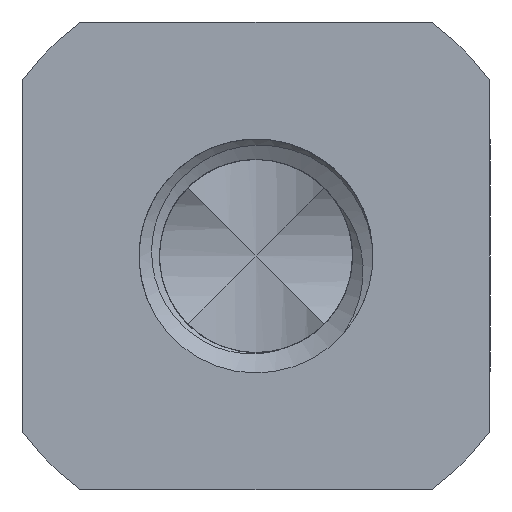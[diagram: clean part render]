
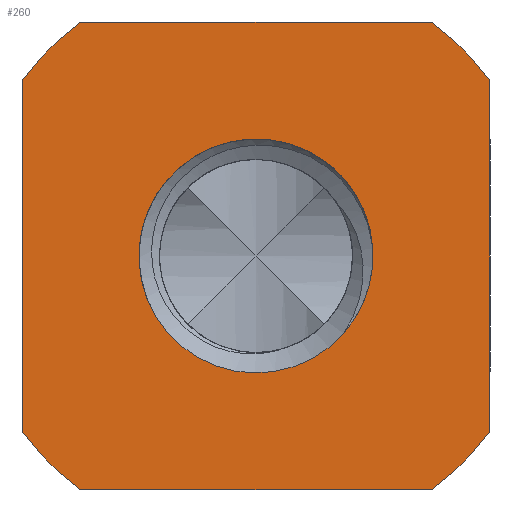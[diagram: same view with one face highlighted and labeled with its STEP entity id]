
A CAD part, front view. The second image highlights one B-rep face of the part: STEP entity #260.
In plain terms, the highlighted planar face has unit normal (0, -1, 0).
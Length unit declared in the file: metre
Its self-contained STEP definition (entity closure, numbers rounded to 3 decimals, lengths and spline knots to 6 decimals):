
#260 = ADVANCED_FACE( 'NONE', ( #641, #642 ), #643, .F. );
#641 = FACE_OUTER_BOUND( '', #1734, .T. );
#642 = FACE_BOUND( '', #1735, .T. );
#643 = PLANE( '', #1736 );
#1734 = EDGE_LOOP( '', ( #3525, #3526, #3527, #3528, #3529, #3530, #3531, #3532 ) );
#1735 = EDGE_LOOP( '', ( #3533, #3534 ) );
#1736 = AXIS2_PLACEMENT_3D( '', #3535, #3536, #3537 );
#3525 = ORIENTED_EDGE( '', *, *, #4907, .F. );
#3526 = ORIENTED_EDGE( '', *, *, #4908, .F. );
#3527 = ORIENTED_EDGE( '', *, *, #4524, .F. );
#3528 = ORIENTED_EDGE( '', *, *, #4888, .F. );
#3529 = ORIENTED_EDGE( '', *, *, #4759, .T. );
#3530 = ORIENTED_EDGE( '', *, *, #4885, .F. );
#3531 = ORIENTED_EDGE( '', *, *, #4909, .T. );
#3532 = ORIENTED_EDGE( '', *, *, #4513, .F. );
#3533 = ORIENTED_EDGE( '', *, *, #4910, .T. );
#3534 = ORIENTED_EDGE( '', *, *, #4786, .T. );
#3535 = CARTESIAN_POINT( '', ( 0., -0.004, 0. ) );
#3536 = DIRECTION( '', ( 0., 1., 0. ) );
#3537 = DIRECTION( '', ( 1., 0., 0. ) );
#4513 = EDGE_CURVE( 'NONE', #5220, #5221, #5222, .T. );
#4524 = EDGE_CURVE( 'NONE', #5240, #5241, #5242, .T. );
#4759 = EDGE_CURVE( 'NONE', #5666, #5667, #5668, .T. );
#4786 = EDGE_CURVE( 'NONE', #5713, #5711, #5714, .T. );
#4885 = EDGE_CURVE( 'NONE', #5879, #5667, #5880, .T. );
#4888 = EDGE_CURVE( 'NONE', #5666, #5240, #5883, .T. );
#4907 = EDGE_CURVE( 'NONE', #5910, #5220, #5911, .T. );
#4908 = EDGE_CURVE( 'NONE', #5241, #5910, #5912, .T. );
#4909 = EDGE_CURVE( 'NONE', #5879, #5221, #5913, .T. );
#4910 = EDGE_CURVE( 'NONE', #5711, #5713, #5914, .T. );
#5220 = VERTEX_POINT( 'NONE', #6372 );
#5221 = VERTEX_POINT( 'NONE', #6373 );
#5222 = CIRCLE( '', #6374, 0.005 );
#5240 = VERTEX_POINT( 'NONE', #6394 );
#5241 = VERTEX_POINT( 'NONE', #6395 );
#5242 = LINE( '', #6396, #6397 );
#5666 = VERTEX_POINT( 'NONE', #8307 );
#5667 = VERTEX_POINT( 'NONE', #8308 );
#5668 = LINE( '', #8309, #8310 );
#5711 = VERTEX_POINT( 'NONE', #8410 );
#5713 = VERTEX_POINT( 'NONE', #8425 );
#5714 = CIRCLE( '', #8426, 0.002 );
#5879 = VERTEX_POINT( 'NONE', #9186 );
#5880 = CIRCLE( '', #9187, 0.005 );
#5883 = CIRCLE( '', #9191, 0.005 );
#5910 = VERTEX_POINT( 'NONE', #9264 );
#5911 = LINE( '', #9265, #9266 );
#5912 = CIRCLE( '', #9267, 0.005 );
#5913 = LINE( '', #9268, #9269 );
#5914 = CIRCLE( '', #9270, 0.002 );
#6372 = CARTESIAN_POINT( '', ( 0.003, -0.004, 0.004 ) );
#6373 = CARTESIAN_POINT( '', ( 0.004, -0.004, 0.003 ) );
#6374 = AXIS2_PLACEMENT_3D( '', #11151, #11152, #11153 );
#6394 = CARTESIAN_POINT( '', ( -0.004, -0.004, -0.003 ) );
#6395 = CARTESIAN_POINT( '', ( -0.004, -0.004, 0.003 ) );
#6396 = CARTESIAN_POINT( '', ( -0.004, -0.004, 0. ) );
#6397 = VECTOR( '', #11174, 1. );
#8307 = CARTESIAN_POINT( '', ( -0.003, -0.004, -0.004 ) );
#8308 = CARTESIAN_POINT( '', ( 0.003, -0.004, -0.004 ) );
#8309 = CARTESIAN_POINT( '', ( 0., -0.004, -0.004 ) );
#8310 = VECTOR( '', #11385, 1. );
#8410 = CARTESIAN_POINT( '', ( 0.001995, -0.004, 0.000142 ) );
#8425 = CARTESIAN_POINT( '', ( 0.001497, -0.004, -0.001326 ) );
#8426 = AXIS2_PLACEMENT_3D( '', #11427, #11428, #11429 );
#9186 = CARTESIAN_POINT( '', ( 0.004, -0.004, -0.003 ) );
#9187 = AXIS2_PLACEMENT_3D( '', #11510, #11511, #11512 );
#9191 = AXIS2_PLACEMENT_3D( '', #11514, #11515, #11516 );
#9264 = CARTESIAN_POINT( '', ( -0.003, -0.004, 0.004 ) );
#9265 = CARTESIAN_POINT( '', ( 0., -0.004, 0.004 ) );
#9266 = VECTOR( '', #11532, 1. );
#9267 = AXIS2_PLACEMENT_3D( '', #11533, #11534, #11535 );
#9268 = CARTESIAN_POINT( '', ( 0.004, -0.004, 0. ) );
#9269 = VECTOR( '', #11536, 1. );
#9270 = AXIS2_PLACEMENT_3D( '', #11537, #11538, #11539 );
#11151 = CARTESIAN_POINT( '', ( 0., -0.004, 0. ) );
#11152 = DIRECTION( '', ( 0., 1., 0. ) );
#11153 = DIRECTION( '', ( 0., 0., 1. ) );
#11174 = DIRECTION( '', ( 0., 0., 1. ) );
#11385 = DIRECTION( '', ( 1., 0., 0. ) );
#11427 = CARTESIAN_POINT( '', ( 0., -0.004, 0. ) );
#11428 = DIRECTION( '', ( 0., 1., 0. ) );
#11429 = DIRECTION( '', ( 0., 0., 1. ) );
#11510 = CARTESIAN_POINT( '', ( 0., -0.004, 0. ) );
#11511 = DIRECTION( '', ( 0., 1., 0. ) );
#11512 = DIRECTION( '', ( 0., 0., 1. ) );
#11514 = CARTESIAN_POINT( '', ( 0., -0.004, 0. ) );
#11515 = DIRECTION( '', ( 0., 1., 0. ) );
#11516 = DIRECTION( '', ( 0., 0., 1. ) );
#11532 = DIRECTION( '', ( 1., 0., 0. ) );
#11533 = CARTESIAN_POINT( '', ( 0., -0.004, 0. ) );
#11534 = DIRECTION( '', ( 0., 1., 0. ) );
#11535 = DIRECTION( '', ( 0., 0., 1. ) );
#11536 = DIRECTION( '', ( 0., 0., 1. ) );
#11537 = CARTESIAN_POINT( '', ( 0., -0.004, 0. ) );
#11538 = DIRECTION( '', ( 0., 1., 0. ) );
#11539 = DIRECTION( '', ( 0., 0., 1. ) );
